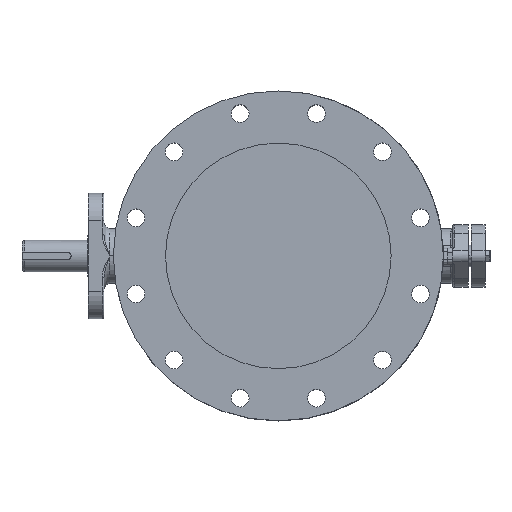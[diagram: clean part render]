
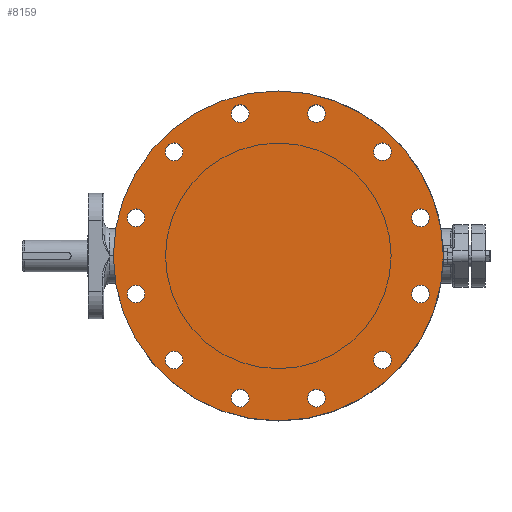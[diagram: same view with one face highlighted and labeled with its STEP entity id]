
A CAD part, top view. The second image highlights one B-rep face of the part: STEP entity #8159.
In plain terms, the highlighted planar face has unit normal (0, 0, 1).
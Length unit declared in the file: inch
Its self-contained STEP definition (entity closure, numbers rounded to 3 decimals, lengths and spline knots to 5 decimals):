
#2233=CARTESIAN_POINT('',(0.,0.,4.));
#2234=DIRECTION('',(0.,0.,-1.));
#2235=DIRECTION('',(0.,1.,0.));
#2236=AXIS2_PLACEMENT_3D('',#2233,#2234,#2235);
#2287=CARTESIAN_POINT('',(2.42643,9.05555,4.));
#2288=DIRECTION('',(0.,0.,1.));
#2289=DIRECTION('',(1.,0.,0.));
#2290=AXIS2_PLACEMENT_3D('',#2287,#2288,#2289);
#2292=CARTESIAN_POINT('',(2.42643,9.05555,4.));
#2293=DIRECTION('',(0.,0.,1.));
#2294=DIRECTION('',(-1.,0.,0.));
#2295=AXIS2_PLACEMENT_3D('',#2292,#2293,#2294);
#2297=CARTESIAN_POINT('',(6.62913,6.62913,4.));
#2298=DIRECTION('',(0.,0.,1.));
#2299=DIRECTION('',(1.,0.,0.));
#2300=AXIS2_PLACEMENT_3D('',#2297,#2298,#2299);
#2302=CARTESIAN_POINT('',(6.62913,6.62913,4.));
#2303=DIRECTION('',(0.,0.,1.));
#2304=DIRECTION('',(-1.,0.,0.));
#2305=AXIS2_PLACEMENT_3D('',#2302,#2303,#2304);
#2307=CARTESIAN_POINT('',(9.05555,2.42643,4.));
#2308=DIRECTION('',(0.,0.,1.));
#2309=DIRECTION('',(1.,0.,0.));
#2310=AXIS2_PLACEMENT_3D('',#2307,#2308,#2309);
#2312=CARTESIAN_POINT('',(9.05555,2.42643,4.));
#2313=DIRECTION('',(0.,0.,1.));
#2314=DIRECTION('',(-1.,0.,0.));
#2315=AXIS2_PLACEMENT_3D('',#2312,#2313,#2314);
#2317=CARTESIAN_POINT('',(9.05555,-2.42643,4.));
#2318=DIRECTION('',(0.,0.,1.));
#2319=DIRECTION('',(0.,-1.,0.));
#2320=AXIS2_PLACEMENT_3D('',#2317,#2318,#2319);
#2322=CARTESIAN_POINT('',(9.05555,-2.42643,4.));
#2323=DIRECTION('',(0.,0.,1.));
#2324=DIRECTION('',(0.,1.,0.));
#2325=AXIS2_PLACEMENT_3D('',#2322,#2323,#2324);
#2327=CARTESIAN_POINT('',(6.62913,-6.62913,4.));
#2328=DIRECTION('',(0.,0.,1.));
#2329=DIRECTION('',(0.,-1.,0.));
#2330=AXIS2_PLACEMENT_3D('',#2327,#2328,#2329);
#2332=CARTESIAN_POINT('',(6.62913,-6.62913,4.));
#2333=DIRECTION('',(0.,0.,1.));
#2334=DIRECTION('',(0.,1.,0.));
#2335=AXIS2_PLACEMENT_3D('',#2332,#2333,#2334);
#2337=CARTESIAN_POINT('',(2.42643,-9.05555,4.));
#2338=DIRECTION('',(0.,0.,1.));
#2339=DIRECTION('',(0.,-1.,0.));
#2340=AXIS2_PLACEMENT_3D('',#2337,#2338,#2339);
#2342=CARTESIAN_POINT('',(2.42643,-9.05555,4.));
#2343=DIRECTION('',(0.,0.,1.));
#2344=DIRECTION('',(0.,1.,0.));
#2345=AXIS2_PLACEMENT_3D('',#2342,#2343,#2344);
#2347=CARTESIAN_POINT('',(-2.42643,-9.05555,4.));
#2348=DIRECTION('',(0.,0.,1.));
#2349=DIRECTION('',(-1.,0.,0.));
#2350=AXIS2_PLACEMENT_3D('',#2347,#2348,#2349);
#2352=CARTESIAN_POINT('',(-2.42643,-9.05555,4.));
#2353=DIRECTION('',(0.,0.,1.));
#2354=DIRECTION('',(1.,0.,0.));
#2355=AXIS2_PLACEMENT_3D('',#2352,#2353,#2354);
#2357=CARTESIAN_POINT('',(-6.62913,-6.62913,4.));
#2358=DIRECTION('',(0.,0.,1.));
#2359=DIRECTION('',(-1.,0.,0.));
#2360=AXIS2_PLACEMENT_3D('',#2357,#2358,#2359);
#2362=CARTESIAN_POINT('',(-6.62913,-6.62913,4.));
#2363=DIRECTION('',(0.,0.,1.));
#2364=DIRECTION('',(1.,0.,0.));
#2365=AXIS2_PLACEMENT_3D('',#2362,#2363,#2364);
#2367=CARTESIAN_POINT('',(-9.05555,-2.42643,4.));
#2368=DIRECTION('',(0.,0.,1.));
#2369=DIRECTION('',(-1.,0.,0.));
#2370=AXIS2_PLACEMENT_3D('',#2367,#2368,#2369);
#2372=CARTESIAN_POINT('',(-9.05555,-2.42643,4.));
#2373=DIRECTION('',(0.,0.,1.));
#2374=DIRECTION('',(1.,0.,0.));
#2375=AXIS2_PLACEMENT_3D('',#2372,#2373,#2374);
#2377=CARTESIAN_POINT('',(-9.05555,2.42643,4.));
#2378=DIRECTION('',(0.,0.,1.));
#2379=DIRECTION('',(0.,1.,0.));
#2380=AXIS2_PLACEMENT_3D('',#2377,#2378,#2379);
#2382=CARTESIAN_POINT('',(-9.05555,2.42643,4.));
#2383=DIRECTION('',(0.,0.,1.));
#2384=DIRECTION('',(0.,-1.,0.));
#2385=AXIS2_PLACEMENT_3D('',#2382,#2383,#2384);
#2387=CARTESIAN_POINT('',(-6.62913,6.62913,4.));
#2388=DIRECTION('',(0.,0.,1.));
#2389=DIRECTION('',(0.,1.,0.));
#2390=AXIS2_PLACEMENT_3D('',#2387,#2388,#2389);
#2392=CARTESIAN_POINT('',(-6.62913,6.62913,4.));
#2393=DIRECTION('',(0.,0.,1.));
#2394=DIRECTION('',(0.,-1.,0.));
#2395=AXIS2_PLACEMENT_3D('',#2392,#2393,#2394);
#2397=CARTESIAN_POINT('',(-2.42643,9.05555,4.));
#2398=DIRECTION('',(0.,0.,1.));
#2399=DIRECTION('',(0.,1.,0.));
#2400=AXIS2_PLACEMENT_3D('',#2397,#2398,#2399);
#2402=CARTESIAN_POINT('',(-2.42643,9.05555,4.));
#2403=DIRECTION('',(0.,0.,1.));
#2404=DIRECTION('',(0.,-1.,0.));
#2405=AXIS2_PLACEMENT_3D('',#2402,#2403,#2404);
#2407=CARTESIAN_POINT('',(0.,0.,4.));
#2408=DIRECTION('',(0.,0.,-1.));
#2409=DIRECTION('',(0.,-1.,0.));
#2410=AXIS2_PLACEMENT_3D('',#2407,#2408,#2409);
#5197=CARTESIAN_POINT('',(0.,-10.5,4.));
#5198=CARTESIAN_POINT('',(0.,10.5,4.));
#5199=VERTEX_POINT('',#5197);
#5200=VERTEX_POINT('',#5198);
#5502=CARTESIAN_POINT('',(2.98893,9.05555,4.));
#5503=CARTESIAN_POINT('',(1.86393,9.05555,4.));
#5504=VERTEX_POINT('',#5502);
#5505=VERTEX_POINT('',#5503);
#5506=CARTESIAN_POINT('',(7.19163,6.62913,4.));
#5507=CARTESIAN_POINT('',(6.06663,6.62913,4.));
#5508=VERTEX_POINT('',#5506);
#5509=VERTEX_POINT('',#5507);
#5510=CARTESIAN_POINT('',(9.61805,2.42643,4.));
#5511=CARTESIAN_POINT('',(8.49305,2.42643,4.));
#5512=VERTEX_POINT('',#5510);
#5513=VERTEX_POINT('',#5511);
#5526=CARTESIAN_POINT('',(9.05555,-2.98893,4.));
#5527=CARTESIAN_POINT('',(9.05555,-1.86393,4.));
#5528=VERTEX_POINT('',#5526);
#5529=VERTEX_POINT('',#5527);
#5530=CARTESIAN_POINT('',(6.62913,-7.19163,4.));
#5531=CARTESIAN_POINT('',(6.62913,-6.06663,4.));
#5532=VERTEX_POINT('',#5530);
#5533=VERTEX_POINT('',#5531);
#5534=CARTESIAN_POINT('',(2.42643,-9.61805,4.));
#5535=CARTESIAN_POINT('',(2.42643,-8.49305,4.));
#5536=VERTEX_POINT('',#5534);
#5537=VERTEX_POINT('',#5535);
#5550=CARTESIAN_POINT('',(-2.98893,-9.05555,4.));
#5551=CARTESIAN_POINT('',(-1.86393,-9.05555,4.));
#5552=VERTEX_POINT('',#5550);
#5553=VERTEX_POINT('',#5551);
#5554=CARTESIAN_POINT('',(-7.19163,-6.62913,4.));
#5555=CARTESIAN_POINT('',(-6.06663,-6.62913,4.));
#5556=VERTEX_POINT('',#5554);
#5557=VERTEX_POINT('',#5555);
#5558=CARTESIAN_POINT('',(-9.61805,-2.42643,4.));
#5559=CARTESIAN_POINT('',(-8.49305,-2.42643,4.));
#5560=VERTEX_POINT('',#5558);
#5561=VERTEX_POINT('',#5559);
#5574=CARTESIAN_POINT('',(-9.05555,2.98893,4.));
#5575=CARTESIAN_POINT('',(-9.05555,1.86393,4.));
#5576=VERTEX_POINT('',#5574);
#5577=VERTEX_POINT('',#5575);
#5578=CARTESIAN_POINT('',(-6.62913,7.19163,4.));
#5579=CARTESIAN_POINT('',(-6.62913,6.06663,4.));
#5580=VERTEX_POINT('',#5578);
#5581=VERTEX_POINT('',#5579);
#5582=CARTESIAN_POINT('',(-2.42643,9.61805,4.));
#5583=CARTESIAN_POINT('',(-2.42643,8.49305,4.));
#5584=VERTEX_POINT('',#5582);
#5585=VERTEX_POINT('',#5583);
#8077=CARTESIAN_POINT('',(0.,0.,4.));
#8078=DIRECTION('',(0.,0.,1.));
#8079=DIRECTION('',(0.,1.,0.));
#8080=AXIS2_PLACEMENT_3D('',#8077,#8078,#8079);
#8081=PLANE('',#8080);
#8083=ORIENTED_EDGE('',*,*,#8082,.T.);
#8084=ORIENTED_EDGE('',*,*,#8056,.T.);
#8085=EDGE_LOOP('',(#8083,#8084));
#8086=FACE_OUTER_BOUND('',#8085,.F.);
#8088=ORIENTED_EDGE('',*,*,#8087,.T.);
#8090=ORIENTED_EDGE('',*,*,#8089,.T.);
#8091=EDGE_LOOP('',(#8088,#8090));
#8092=FACE_BOUND('',#8091,.F.);
#8094=ORIENTED_EDGE('',*,*,#8093,.T.);
#8096=ORIENTED_EDGE('',*,*,#8095,.T.);
#8097=EDGE_LOOP('',(#8094,#8096));
#8098=FACE_BOUND('',#8097,.F.);
#8100=ORIENTED_EDGE('',*,*,#8099,.T.);
#8102=ORIENTED_EDGE('',*,*,#8101,.T.);
#8103=EDGE_LOOP('',(#8100,#8102));
#8104=FACE_BOUND('',#8103,.F.);
#8106=ORIENTED_EDGE('',*,*,#8105,.T.);
#8108=ORIENTED_EDGE('',*,*,#8107,.T.);
#8109=EDGE_LOOP('',(#8106,#8108));
#8110=FACE_BOUND('',#8109,.F.);
#8112=ORIENTED_EDGE('',*,*,#8111,.T.);
#8114=ORIENTED_EDGE('',*,*,#8113,.T.);
#8115=EDGE_LOOP('',(#8112,#8114));
#8116=FACE_BOUND('',#8115,.F.);
#8118=ORIENTED_EDGE('',*,*,#8117,.T.);
#8120=ORIENTED_EDGE('',*,*,#8119,.T.);
#8121=EDGE_LOOP('',(#8118,#8120));
#8122=FACE_BOUND('',#8121,.F.);
#8124=ORIENTED_EDGE('',*,*,#8123,.T.);
#8126=ORIENTED_EDGE('',*,*,#8125,.T.);
#8127=EDGE_LOOP('',(#8124,#8126));
#8128=FACE_BOUND('',#8127,.F.);
#8130=ORIENTED_EDGE('',*,*,#8129,.T.);
#8132=ORIENTED_EDGE('',*,*,#8131,.T.);
#8133=EDGE_LOOP('',(#8130,#8132));
#8134=FACE_BOUND('',#8133,.F.);
#8136=ORIENTED_EDGE('',*,*,#8135,.T.);
#8138=ORIENTED_EDGE('',*,*,#8137,.T.);
#8139=EDGE_LOOP('',(#8136,#8138));
#8140=FACE_BOUND('',#8139,.F.);
#8142=ORIENTED_EDGE('',*,*,#8141,.T.);
#8144=ORIENTED_EDGE('',*,*,#8143,.T.);
#8145=EDGE_LOOP('',(#8142,#8144));
#8146=FACE_BOUND('',#8145,.F.);
#8148=ORIENTED_EDGE('',*,*,#8147,.T.);
#8150=ORIENTED_EDGE('',*,*,#8149,.T.);
#8151=EDGE_LOOP('',(#8148,#8150));
#8152=FACE_BOUND('',#8151,.F.);
#8154=ORIENTED_EDGE('',*,*,#8153,.T.);
#8156=ORIENTED_EDGE('',*,*,#8155,.T.);
#8157=EDGE_LOOP('',(#8154,#8156));
#8158=FACE_BOUND('',#8157,.F.);
#8159=ADVANCED_FACE('',(#8086,#8092,#8098,#8104,#8110,#8116,#8122,#8128,#8134,
#8140,#8146,#8152,#8158),#8081,.T.);
#2237=CIRCLE('',#2236,10.5);
#2291=CIRCLE('',#2290,0.5625);
#2296=CIRCLE('',#2295,0.5625);
#2301=CIRCLE('',#2300,0.5625);
#2306=CIRCLE('',#2305,0.5625);
#2311=CIRCLE('',#2310,0.5625);
#2316=CIRCLE('',#2315,0.5625);
#2321=CIRCLE('',#2320,0.5625);
#2326=CIRCLE('',#2325,0.5625);
#2331=CIRCLE('',#2330,0.5625);
#2336=CIRCLE('',#2335,0.5625);
#2341=CIRCLE('',#2340,0.5625);
#2346=CIRCLE('',#2345,0.5625);
#2351=CIRCLE('',#2350,0.5625);
#2356=CIRCLE('',#2355,0.5625);
#2361=CIRCLE('',#2360,0.5625);
#2366=CIRCLE('',#2365,0.5625);
#2371=CIRCLE('',#2370,0.5625);
#2376=CIRCLE('',#2375,0.5625);
#2381=CIRCLE('',#2380,0.5625);
#2386=CIRCLE('',#2385,0.5625);
#2391=CIRCLE('',#2390,0.5625);
#2396=CIRCLE('',#2395,0.5625);
#2401=CIRCLE('',#2400,0.5625);
#2406=CIRCLE('',#2405,0.5625);
#2411=CIRCLE('',#2410,10.5);
#8056=EDGE_CURVE('',#5200,#5199,#2237,.T.);
#8082=EDGE_CURVE('',#5199,#5200,#2411,.T.);
#8087=EDGE_CURVE('',#5504,#5505,#2291,.T.);
#8089=EDGE_CURVE('',#5505,#5504,#2296,.T.);
#8093=EDGE_CURVE('',#5508,#5509,#2301,.T.);
#8095=EDGE_CURVE('',#5509,#5508,#2306,.T.);
#8099=EDGE_CURVE('',#5512,#5513,#2311,.T.);
#8101=EDGE_CURVE('',#5513,#5512,#2316,.T.);
#8105=EDGE_CURVE('',#5528,#5529,#2321,.T.);
#8107=EDGE_CURVE('',#5529,#5528,#2326,.T.);
#8111=EDGE_CURVE('',#5532,#5533,#2331,.T.);
#8113=EDGE_CURVE('',#5533,#5532,#2336,.T.);
#8117=EDGE_CURVE('',#5536,#5537,#2341,.T.);
#8119=EDGE_CURVE('',#5537,#5536,#2346,.T.);
#8123=EDGE_CURVE('',#5552,#5553,#2351,.T.);
#8125=EDGE_CURVE('',#5553,#5552,#2356,.T.);
#8129=EDGE_CURVE('',#5556,#5557,#2361,.T.);
#8131=EDGE_CURVE('',#5557,#5556,#2366,.T.);
#8135=EDGE_CURVE('',#5560,#5561,#2371,.T.);
#8137=EDGE_CURVE('',#5561,#5560,#2376,.T.);
#8141=EDGE_CURVE('',#5576,#5577,#2381,.T.);
#8143=EDGE_CURVE('',#5577,#5576,#2386,.T.);
#8147=EDGE_CURVE('',#5580,#5581,#2391,.T.);
#8149=EDGE_CURVE('',#5581,#5580,#2396,.T.);
#8153=EDGE_CURVE('',#5584,#5585,#2401,.T.);
#8155=EDGE_CURVE('',#5585,#5584,#2406,.T.);
